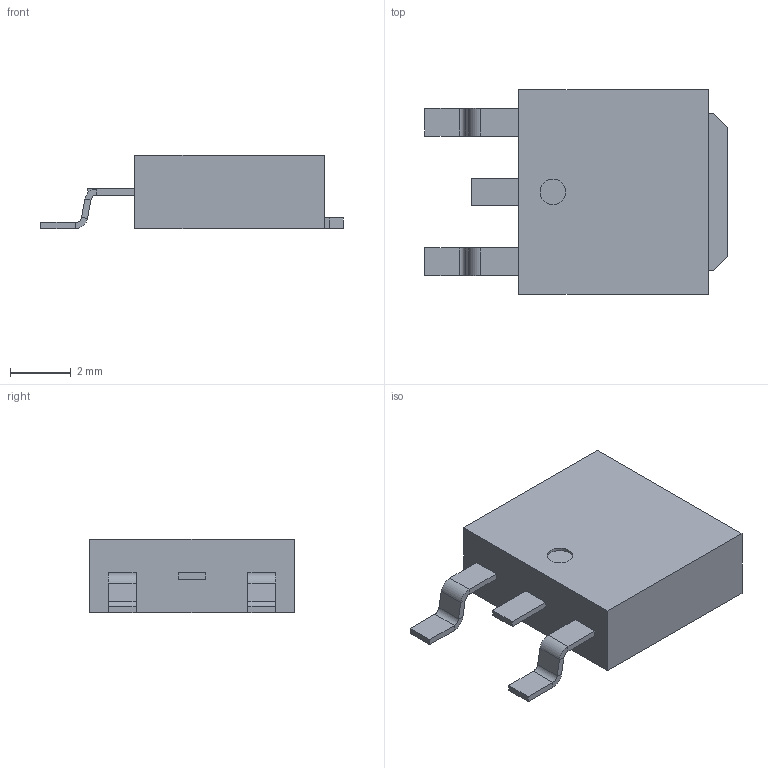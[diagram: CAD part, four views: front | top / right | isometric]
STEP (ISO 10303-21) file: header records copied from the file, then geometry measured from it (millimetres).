
FILE_DESCRIPTION(('Open CASCADE Model'),'2;1');
FILE_NAME('Open CASCADE Shape Model','2019-03-13T23:36:33',('Author'),( 'Open CASCADE'),'Open CASCADE STEP processor 6.8','Open CASCADE 6.8' ,'Unknown');
FILE_SCHEMA(('AUTOMOTIVE_DESIGN_CC2 { 1 2 10303 214 -1 1 5 4 }'));
Length unit declared in the file: millimetre
Products named in the file (8): TO252.step; Open CASCADE STEP translator 6.8 62.1; Body; Open CASCADE STEP translator 6.8 62.2.1; Lead; Trimmed_Lead; tab; Open CASCADE STEP translator 6.8 62.6.1
Assembly tree (8 placements, depth 3):
  TO252.step
    Open CASCADE STEP translator 6.8 62.1
    Body
      Open CASCADE STEP translator 6.8 62.2.1
    Lead  x2
    Trimmed_Lead
    tab
      Open CASCADE STEP translator 6.8 62.6.1
Bounding box: 9.94 x 6.7 x 2.4 mm (x, y, z)
Volume: 111.2 mm3; surface area: 229.4 mm2
Topology: 5 solids, 6 shells, 67 faces, 134 edges, 79 vertices
Faces by surface type: plane 58, cylinder 9
Full cylindrical faces by diameter (mm): 0.838 x1
Entity records: 2498 total; most frequent: CARTESIAN_POINT 414, DIRECTION 377, LINE 241, VECTOR 241, ORIENTED_EDGE 179, PCURVE 179, DEFINITIONAL_REPRESENTATION 179, EDGE_CURVE 90
